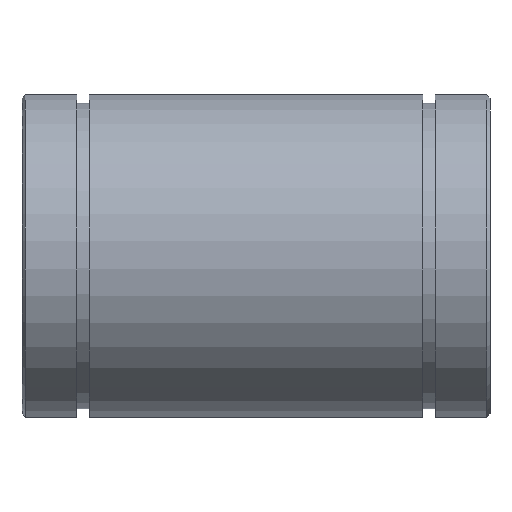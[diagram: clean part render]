
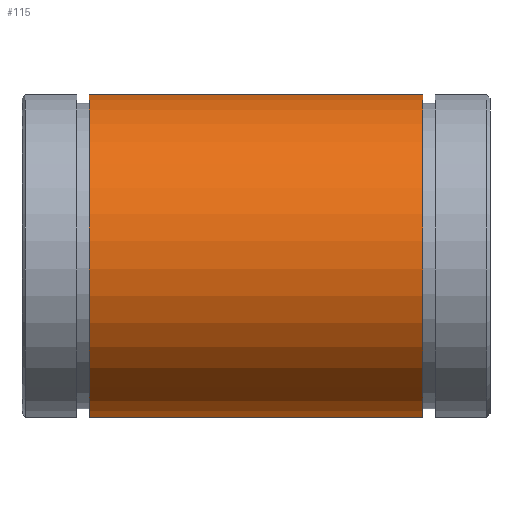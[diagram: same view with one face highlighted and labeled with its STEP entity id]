
A CAD part, top view. The second image highlights one B-rep face of the part: STEP entity #115.
In plain terms, the highlighted cylindrical face has radius 23.5 mm (diameter 47 mm), a partial arc.
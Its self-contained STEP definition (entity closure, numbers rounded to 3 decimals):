
#115 = ADVANCED_FACE( '', ( #216 ), #217, .T. );
#216 = FACE_OUTER_BOUND( '', #302, .T. );
#217 = CYLINDRICAL_SURFACE( '', #303, 23.5 );
#302 = EDGE_LOOP( '', ( #504, #505, #506, #507 ) );
#303 = AXIS2_PLACEMENT_3D( '', #508, #509, #510 );
#504 = ORIENTED_EDGE( '', *, *, #556, .T. );
#505 = ORIENTED_EDGE( '', *, *, #609, .F. );
#506 = ORIENTED_EDGE( '', *, *, #582, .F. );
#507 = ORIENTED_EDGE( '', *, *, #626, .T. );
#508 = CARTESIAN_POINT( '', ( 68., 0., 0. ) );
#509 = DIRECTION( '', ( -1., 0., 0. ) );
#510 = DIRECTION( '', ( 0., 0., -1. ) );
#556 = EDGE_CURVE( '', #661, #659, #662, .T. );
#582 = EDGE_CURVE( '', #704, #705, #706, .T. );
#609 = EDGE_CURVE( '', #705, #659, #742, .T. );
#626 = EDGE_CURVE( '', #704, #661, #760, .T. );
#659 = VERTEX_POINT( '', #803 );
#661 = VERTEX_POINT( '', #806 );
#662 = CIRCLE( '', #807, 23.5 );
#704 = VERTEX_POINT( '', #860 );
#705 = VERTEX_POINT( '', #861 );
#706 = CIRCLE( '', #862, 23.5 );
#742 = LINE( '', #914, #915 );
#760 = LINE( '', #945, #946 );
#803 = CARTESIAN_POINT( '', ( 9.8, -7.043, -22.42 ) );
#806 = CARTESIAN_POINT( '', ( 9.8, -5.111, -22.938 ) );
#807 = AXIS2_PLACEMENT_3D( '', #974, #975, #976 );
#860 = CARTESIAN_POINT( '', ( 58.2, -5.111, -22.938 ) );
#861 = CARTESIAN_POINT( '', ( 58.2, -7.043, -22.42 ) );
#862 = AXIS2_PLACEMENT_3D( '', #1012, #1013, #1014 );
#914 = CARTESIAN_POINT( '', ( 68., -7.043, -22.42 ) );
#915 = VECTOR( '', #1043, 1000. );
#945 = CARTESIAN_POINT( '', ( 68., -5.111, -22.938 ) );
#946 = VECTOR( '', #1053, 1000. );
#974 = CARTESIAN_POINT( '', ( 9.8, 0., 0. ) );
#975 = DIRECTION( '', ( 1., 0., 0. ) );
#976 = DIRECTION( '', ( 0., 0., -1. ) );
#1012 = CARTESIAN_POINT( '', ( 58.2, 0., 0. ) );
#1013 = DIRECTION( '', ( 1., 0., 0. ) );
#1014 = DIRECTION( '', ( 0., 0., -1. ) );
#1043 = DIRECTION( '', ( -1., 0., 0. ) );
#1053 = DIRECTION( '', ( -1., 0., 0. ) );
